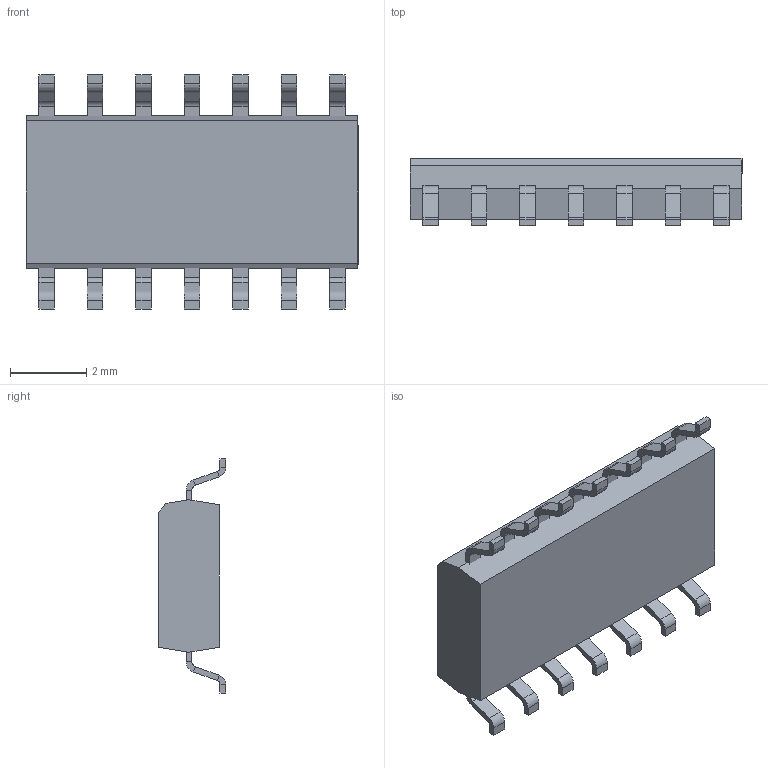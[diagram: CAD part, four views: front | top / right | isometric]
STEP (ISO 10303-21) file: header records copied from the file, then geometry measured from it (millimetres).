
FILE_DESCRIPTION (( 'STEP AP214' ), '1' );
FILE_NAME ('User Library-so14-2.STEP', '2012-05-05T14:39:53', ( 'sysAdmin' ), ( 'SolidWorks' ), 'SwSTEP 2.0', 'SolidWorks 2012', '' );
FILE_SCHEMA (( 'AUTOMOTIVE_DESIGN' ));
Length unit declared in the file: millimetre
Products named in the file (1): User Library-so14-2
Bounding box: 8.7 x 1.76 x 6.14 mm (x, y, z)
Volume: 59 mm3; surface area: 189.4 mm2
Topology: 2 solids, 2 shells, 186 faces, 527 edges, 346 vertices
Faces by surface type: plane 128, cylinder 58
Entity records: 6075 total; most frequent: CARTESIAN_POINT 1060, ORIENTED_EDGE 1054, DIRECTION 1017, EDGE_CURVE 527, VECTOR 411, LINE 411, VERTEX_POINT 346, AXIS2_PLACEMENT_3D 303
